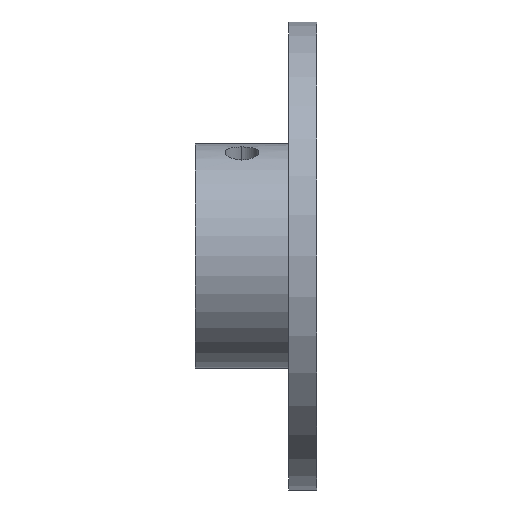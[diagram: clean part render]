
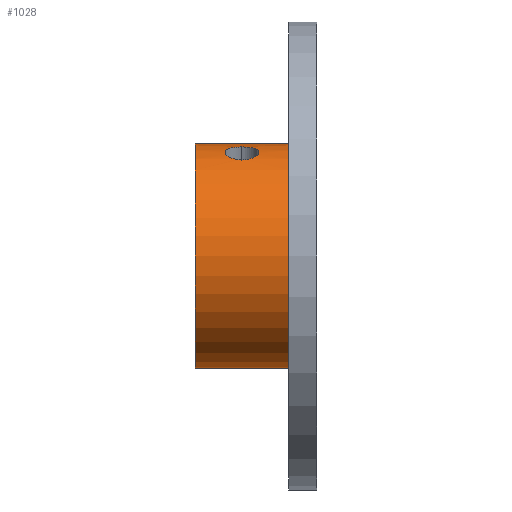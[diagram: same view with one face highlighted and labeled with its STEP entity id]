
A CAD part, left-side view. The second image highlights one B-rep face of the part: STEP entity #1028.
In plain terms, the highlighted cylindrical face has radius 12 mm (diameter 24 mm), a partial arc.
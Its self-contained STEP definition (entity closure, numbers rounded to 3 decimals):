
#27 = ORIENTED_EDGE ( 'NONE', *, *, #735, .T. ) ;
#31 = CARTESIAN_POINT ( 'NONE',  ( 0., 0., -12. ) ) ;
#35 = CARTESIAN_POINT ( 'NONE',  ( -2.877, 5., 11.65 ) ) ;
#54 = DIRECTION ( 'NONE',  ( 0., -1., 0. ) ) ;
#62 = DIRECTION ( 'NONE',  ( 0., 1., 0. ) ) ;
#79 = CARTESIAN_POINT ( 'NONE',  ( -5.123, 3.292, 10.852 ) ) ;
#94 = CARTESIAN_POINT ( 'NONE',  ( -5.996, 5.902, 10.395 ) ) ;
#97 = CARTESIAN_POINT ( 'NONE',  ( -5.882, 6.098, 10.46 ) ) ;
#98 = CARTESIAN_POINT ( 'NONE',  ( -6.203, 5., 10.272 ) ) ;
#103 = CARTESIAN_POINT ( 'NONE',  ( -3.31, 6.189, 11.535 ) ) ;
#122 = CARTESIAN_POINT ( 'NONE',  ( 0., 10., 0. ) ) ;
#144 = EDGE_CURVE ( 'NONE', #844, #993, #996, .T. ) ;
#145 = DIRECTION ( 'NONE',  ( 0., -1., 0. ) ) ;
#151 = VECTOR ( 'NONE', #145, 1000. ) ;
#159 = ORIENTED_EDGE ( 'NONE', *, *, #491, .T. ) ;
#161 = CARTESIAN_POINT ( 'NONE',  ( -5.586, 3.568, 10.621 ) ) ;
#172 = VERTEX_POINT ( 'NONE', #191 ) ;
#183 = EDGE_LOOP ( 'NONE', ( #414, #787 ) ) ;
#184 = CARTESIAN_POINT ( 'NONE',  ( -3.056, 5.798, 11.605 ) ) ;
#188 = CARTESIAN_POINT ( 'NONE',  ( -2.889, 5.237, 11.647 ) ) ;
#191 = CARTESIAN_POINT ( 'NONE',  ( 0., 10., -12. ) ) ;
#239 = CIRCLE ( 'NONE', #305, 12. ) ;
#245 = CIRCLE ( 'NONE', #732, 12. ) ;
#255 = CARTESIAN_POINT ( 'NONE',  ( -4.157, 3.258, 11.258 ) ) ;
#262 = CARTESIAN_POINT ( 'NONE',  ( -4.051, 6.708, 11.296 ) ) ;
#271 = CARTESIAN_POINT ( 'NONE',  ( -4.81, 6.8, 10.996 ) ) ;
#275 = EDGE_CURVE ( 'NONE', #484, #1014, #437, .T. ) ;
#305 = AXIS2_PLACEMENT_3D ( 'NONE', #565, #62, #806 ) ;
#307 = FACE_OUTER_BOUND ( 'NONE', #859, .T. ) ;
#315 = CARTESIAN_POINT ( 'NONE',  ( 0., 10., -12. ) ) ;
#323 = CARTESIAN_POINT ( 'NONE',  ( -4.701, 3.2, 11.041 ) ) ;
#327 = CARTESIAN_POINT ( 'NONE',  ( -6.005, 4.092, 10.39 ) ) ;
#336 = CARTESIAN_POINT ( 'NONE',  ( -3.099, 4.095, 11.593 ) ) ;
#340 = CARTESIAN_POINT ( 'NONE',  ( -5.026, 6.752, 10.899 ) ) ;
#349 = EDGE_CURVE ( 'NONE', #172, #484, #245, .T. ) ;
#395 = CARTESIAN_POINT ( 'NONE',  ( -2.877, 4.765, 11.65 ) ) ;
#407 = CARTESIAN_POINT ( 'NONE',  ( -3.745, 3.438, 11.401 ) ) ;
#414 = ORIENTED_EDGE ( 'NONE', *, *, #144, .T. ) ;
#418 = CARTESIAN_POINT ( 'NONE',  ( -5.019, 3.257, 10.901 ) ) ;
#426 = CARTESIAN_POINT ( 'NONE',  ( -5.319, 3.382, 10.757 ) ) ;
#437 = LINE ( 'NONE', #450, #809 ) ;
#438 = CARTESIAN_POINT ( 'NONE',  ( -6.193, 5.236, 10.278 ) ) ;
#444 = CARTESIAN_POINT ( 'NONE',  ( -3.745, 6.562, 11.401 ) ) ;
#447 = CARTESIAN_POINT ( 'NONE',  ( -4.157, 6.742, 11.258 ) ) ;
#450 = CARTESIAN_POINT ( 'NONE',  ( 0., 10., 12. ) ) ;
#460 = DIRECTION ( 'NONE',  ( 0., 0., 1. ) ) ;
#472 = FACE_BOUND ( 'NONE', #183, .T. ) ;
#484 = VERTEX_POINT ( 'NONE', #802 ) ;
#491 = EDGE_CURVE ( 'NONE', #572, #1014, #239, .T. ) ;
#498 = CARTESIAN_POINT ( 'NONE',  ( -4.808, 3.212, 10.995 ) ) ;
#508 = CARTESIAN_POINT ( 'NONE',  ( -2.924, 4.528, 11.639 ) ) ;
#523 = CARTESIAN_POINT ( 'NONE',  ( -3.237, 6.098, 11.555 ) ) ;
#527 = CARTESIAN_POINT ( 'NONE',  ( -6.153, 5.466, 10.302 ) ) ;
#530 = ORIENTED_EDGE ( 'NONE', *, *, #275, .F. ) ;
#565 = CARTESIAN_POINT ( 'NONE',  ( 0., 0., 0. ) ) ;
#571 = CARTESIAN_POINT ( 'NONE',  ( -6.203, 5., 10.272 ) ) ;
#572 = VERTEX_POINT ( 'NONE', #31 ) ;
#579 = CARTESIAN_POINT ( 'NONE',  ( -4.372, 3.212, 11.176 ) ) ;
#588 = CARTESIAN_POINT ( 'NONE',  ( -5.596, 6.439, 10.617 ) ) ;
#590 = CARTESIAN_POINT ( 'NONE',  ( -4.484, 6.8, 11.131 ) ) ;
#595 = CYLINDRICAL_SURFACE ( 'NONE', #671, 12. ) ;
#600 = CARTESIAN_POINT ( 'NONE',  ( -3.845, 6.618, 11.368 ) ) ;
#607 = DIRECTION ( 'NONE',  ( 0., -1., 0. ) ) ;
#608 = LINE ( 'NONE', #315, #151 ) ;
#658 = CARTESIAN_POINT ( 'NONE',  ( -4.481, 3.2, 11.133 ) ) ;
#666 = CARTESIAN_POINT ( 'NONE',  ( -5.412, 3.437, 10.711 ) ) ;
#671 = AXIS2_PLACEMENT_3D ( 'NONE', #122, #54, #788 ) ;
#673 = CARTESIAN_POINT ( 'NONE',  ( -4.373, 6.788, 11.175 ) ) ;
#676 = CARTESIAN_POINT ( 'NONE',  ( -5.815, 6.19, 10.497 ) ) ;
#685 = CARTESIAN_POINT ( 'NONE',  ( -2.877, 5.118, 11.65 ) ) ;
#732 = AXIS2_PLACEMENT_3D ( 'NONE', #1047, #944, #460 ) ;
#735 = EDGE_CURVE ( 'NONE', #172, #572, #608, .T. ) ;
#744 = CARTESIAN_POINT ( 'NONE',  ( -3.23, 3.894, 11.558 ) ) ;
#745 = CARTESIAN_POINT ( 'NONE',  ( -3.843, 3.383, 11.368 ) ) ;
#756 = CARTESIAN_POINT ( 'NONE',  ( -5.417, 6.573, 10.71 ) ) ;
#763 = CARTESIAN_POINT ( 'NONE',  ( -2.934, 5.468, 11.636 ) ) ;
#771 = ORIENTED_EDGE ( 'NONE', *, *, #349, .F. ) ;
#787 = ORIENTED_EDGE ( 'NONE', *, *, #807, .T. ) ;
#788 = DIRECTION ( 'NONE',  ( 0., 0., -1. ) ) ;
#793 = CARTESIAN_POINT ( 'NONE',  ( 0., 0., 12. ) ) ;
#802 = CARTESIAN_POINT ( 'NONE',  ( 0., 10., 12. ) ) ;
#806 = DIRECTION ( 'NONE',  ( 0., 0., 1. ) ) ;
#807 = EDGE_CURVE ( 'NONE', #993, #844, #1091, .T. ) ;
#809 = VECTOR ( 'NONE', #607, 1000. ) ;
#823 = CARTESIAN_POINT ( 'NONE',  ( -5.668, 3.644, 10.577 ) ) ;
#828 = CARTESIAN_POINT ( 'NONE',  ( -3.47, 3.645, 11.488 ) ) ;
#832 = CARTESIAN_POINT ( 'NONE',  ( -3.559, 6.431, 11.461 ) ) ;
#842 = CARTESIAN_POINT ( 'NONE',  ( -3.471, 6.357, 11.487 ) ) ;
#844 = VERTEX_POINT ( 'NONE', #571 ) ;
#846 = CARTESIAN_POINT ( 'NONE',  ( -6.203, 5.119, 10.272 ) ) ;
#859 = EDGE_LOOP ( 'NONE', ( #530, #771, #27, #159 ) ) ;
#904 = CARTESIAN_POINT ( 'NONE',  ( -3.558, 3.569, 11.461 ) ) ;
#911 = CARTESIAN_POINT ( 'NONE',  ( -6.203, 5., 10.272 ) ) ;
#921 = CARTESIAN_POINT ( 'NONE',  ( -6.162, 4.525, 10.298 ) ) ;
#928 = CARTESIAN_POINT ( 'NONE',  ( -2.877, 5., 11.65 ) ) ;
#933 = CARTESIAN_POINT ( 'NONE',  ( -3.111, 5.903, 11.59 ) ) ;
#935 = CARTESIAN_POINT ( 'NONE',  ( -6.045, 5.799, 10.367 ) ) ;
#944 = DIRECTION ( 'NONE',  ( 0., 1., 0. ) ) ;
#987 = CARTESIAN_POINT ( 'NONE',  ( -6.203, 4.762, 10.272 ) ) ;
#993 = VERTEX_POINT ( 'NONE', #35 ) ;
#996 = B_SPLINE_CURVE_WITH_KNOTS ( 'NONE', 3,
 ( #98, #846, #438, #527, #1008, #935, #94, #97, #676, #588, #756, #340, #271, #590, #673, #447, #262, #600, #444, #832, #842, #103, #523, #933, #184, #1021, #763, #188, #685, #928 ),
 .UNSPECIFIED., .F., .F.,
 ( 4, 2, 2, 2, 2, 2, 2, 2, 2, 2, 2, 2, 2, 2, 4 ),
 ( 0., 0., 0.001, 0.001, 0.001, 0.002, 0.003, 0.003, 0.004, 0.004, 0.004, 0.005, 0.005, 0.005, 0.006 ),
 .UNSPECIFIED. ) ;
#1008 = CARTESIAN_POINT ( 'NONE',  ( -6.123, 5.581, 10.32 ) ) ;
#1014 = VERTEX_POINT ( 'NONE', #793 ) ;
#1021 = CARTESIAN_POINT ( 'NONE',  ( -2.968, 5.58, 11.627 ) ) ;
#1028 = ADVANCED_FACE ( 'NONE', ( #307, #472 ), #595, .T. ) ;
#1047 = CARTESIAN_POINT ( 'NONE',  ( 0., 10., 0. ) ) ;
#1078 = CARTESIAN_POINT ( 'NONE',  ( -2.877, 5., 11.65 ) ) ;
#1090 = CARTESIAN_POINT ( 'NONE',  ( -5.888, 3.892, 10.458 ) ) ;
#1091 = B_SPLINE_CURVE_WITH_KNOTS ( 'NONE', 3,
 ( #1078, #395, #508, #336, #744, #828, #904, #407, #745, #1098, #255, #579, #658, #323, #498, #418, #79, #426, #666, #161, #823, #1090, #327, #921, #987, #911 ),
 .UNSPECIFIED., .F., .F.,
 ( 4, 2, 2, 2, 2, 2, 2, 2, 2, 2, 2, 2, 4 ),
 ( 0.006, 0.006, 0.007, 0.007, 0.008, 0.008, 0.008, 0.009, 0.009, 0.01, 0.01, 0.011, 0.011 ),
 .UNSPECIFIED. ) ;
#1098 = CARTESIAN_POINT ( 'NONE',  ( -4.049, 3.293, 11.297 ) ) ;
